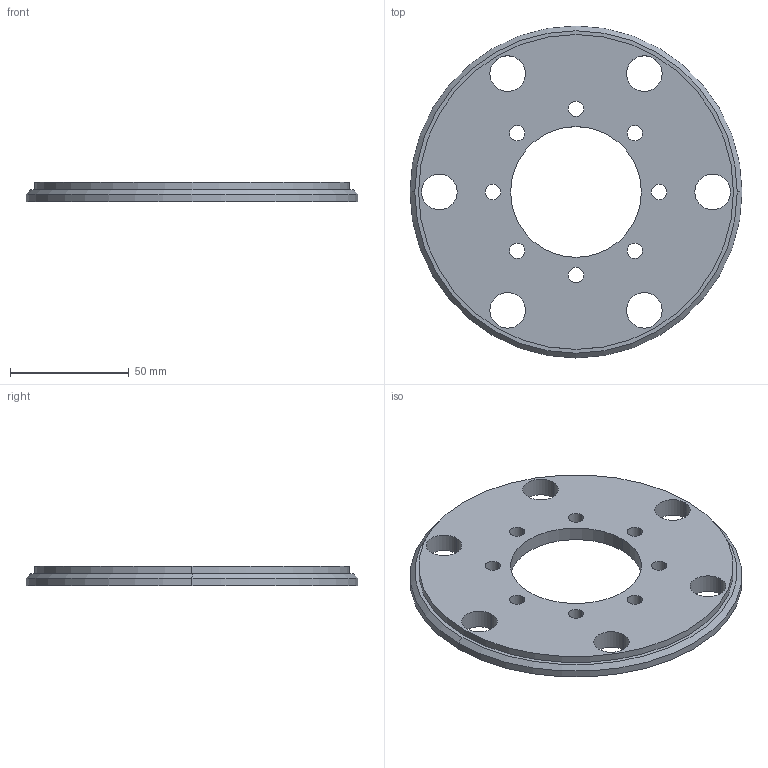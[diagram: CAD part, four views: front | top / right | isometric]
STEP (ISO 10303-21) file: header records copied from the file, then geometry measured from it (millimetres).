
FILE_DESCRIPTION (( 'STEP AP214' ), '1' );
FILE_NAME ('EXTPRO-V1 1110.02-A Flange 1.STEP', '2019-12-09T16:39:15', ( '' ), ( '' ), 'SwSTEP 2.0', 'SolidWorks 2019', '' );
FILE_SCHEMA (( 'AUTOMOTIVE_DESIGN' ));
Length unit declared in the file: millimetre
Products named in the file (1): EXTPRO-V1 1110.02-A Flange 1
Bounding box: 139.7 x 139.7 x 8 mm (x, y, z)
Volume: 82752.9 mm3; surface area: 30957.9 mm2
Topology: 1 solids, 1 shells, 42 faces, 112 edges, 74 vertices
Faces by surface type: cylinder 36, plane 4, cone 2
Entity records: 1448 total; most frequent: DIRECTION 272, CARTESIAN_POINT 229, ORIENTED_EDGE 224, AXIS2_PLACEMENT_3D 117, EDGE_CURVE 112, VERTEX_POINT 74, EDGE_LOOP 74, CIRCLE 74
